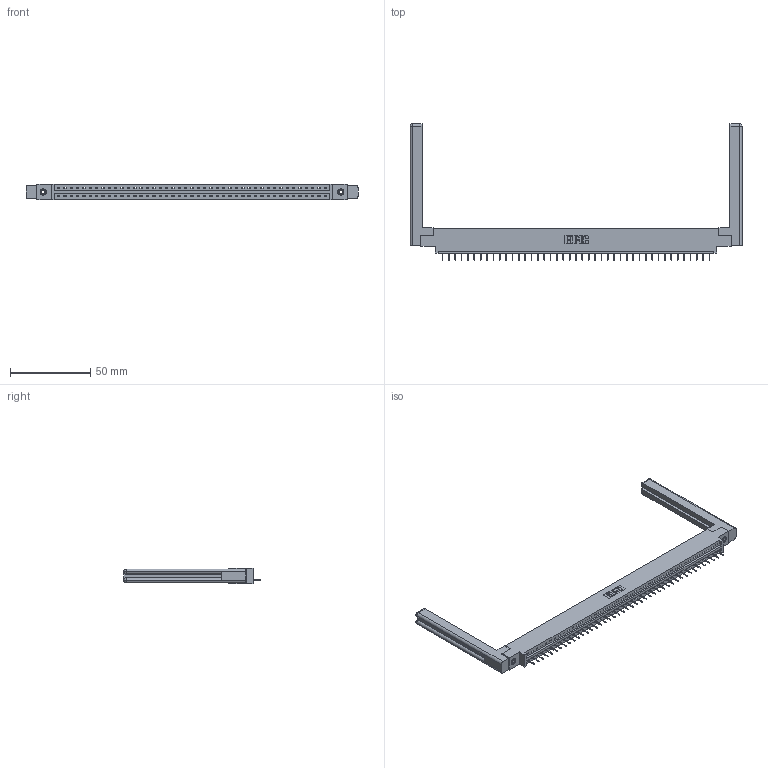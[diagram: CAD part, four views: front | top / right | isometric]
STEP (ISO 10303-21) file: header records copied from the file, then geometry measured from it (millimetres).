
FILE_DESCRIPTION (( 'STEP AP203' ), '1' );
FILE_NAME ('337-043-524-658.STEP', '2019-10-01T23:30:24', ( '' ), ( '' ), 'SwSTEP 2.0', 'SolidWorks 2016', '' );
FILE_SCHEMA (( 'CONFIG_CONTROL_DESIGN' ));
Length unit declared in the file: inch
Products named in the file (5): 307-220-058; 337-043-524-658; 337 Part_0.170 Offset - 0.156 Dia-TI; 345-250-001_345-250-001-102; 345-292-001_345-293-124
Assembly tree (48 placements, depth 2):
  337-043-524-658
    337 Part_0.170 Offset - 0.156 Dia-TI
    345-292-001_345-293-124  x43
    345-250-001_345-250-001-102  x2
    307-220-058  x2
Bounding box: 207.01 x 85.1 x 9.4 mm (x, y, z)
Volume: 28402.5 mm3; surface area: 26666.4 mm2
Topology: 48 solids, 48 shells, 3098 faces, 8933 edges, 5770 vertices
Faces by surface type: plane 2394, cylinder 680, cone 12, torus 12
Entity records: 34674 total; most frequent: CARTESIAN_POINT 6038, ORIENTED_EDGE 5956, DIRECTION 5100, EDGE_CURVE 2978, LINE 2806, VECTOR 2806, VERTEX_POINT 1974, AXIS2_PLACEMENT_3D 1147
